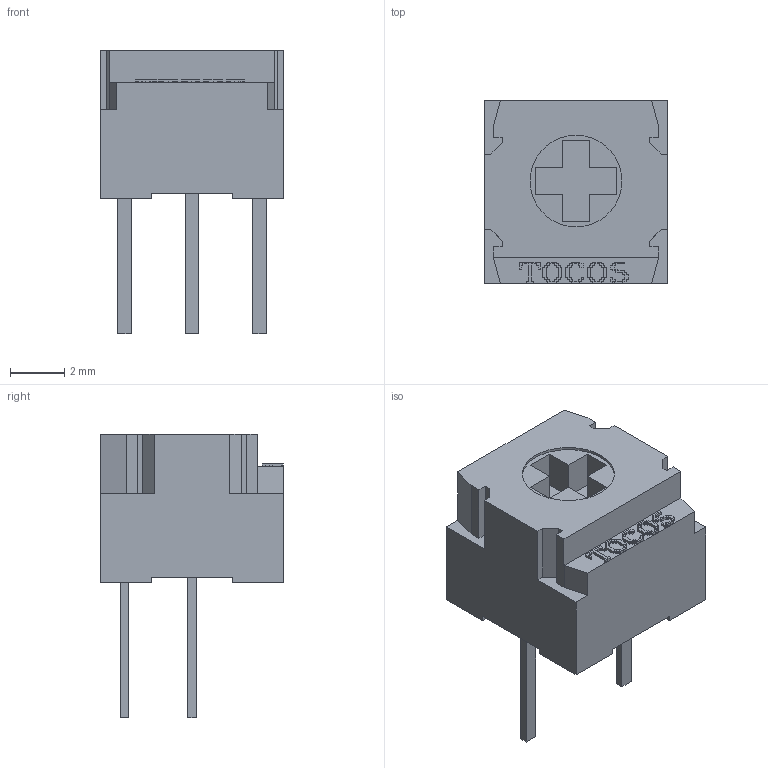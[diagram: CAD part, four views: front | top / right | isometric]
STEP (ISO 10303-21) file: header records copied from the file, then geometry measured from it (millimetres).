
FILE_DESCRIPTION(('FreeCAD Model'),'2;1');
FILE_NAME('Open CASCADE Shape Model','2025-02-01T18:17:35',(''),(''), 'Open CASCADE STEP processor 7.8','FreeCAD','Unknown');
FILE_SCHEMA(('AUTOMOTIVE_DESIGN { 1 0 10303 214 1 1 1 1 }'));
Length unit declared in the file: millimetre
Products named in the file (6): GF063P1; pin001; pin002; pin003; Cut007; Extrude
Assembly tree (5 placements, depth 2):
  GF063P1
    pin001
    pin002
    pin003
    Cut007
    Extrude
Bounding box: 6.8 x 6.8 x 10.5 mm (x, y, z)
Volume: 227.5 mm3; surface area: 290.6 mm2
Topology: 11 solids, 11 shells, 499 faces, 1425 edges, 950 vertices
Faces by surface type: plane 498, cylinder 1
Full cylindrical faces by diameter (mm): 3.4 x1
Entity records: 16115 total; most frequent: CARTESIAN_POINT 2880, ORIENTED_EDGE 2850, DIRECTION 2437, EDGE_CURVE 1425, LINE 1423, VECTOR 1423, VERTEX_POINT 950, AXIS2_PLACEMENT_3D 507
